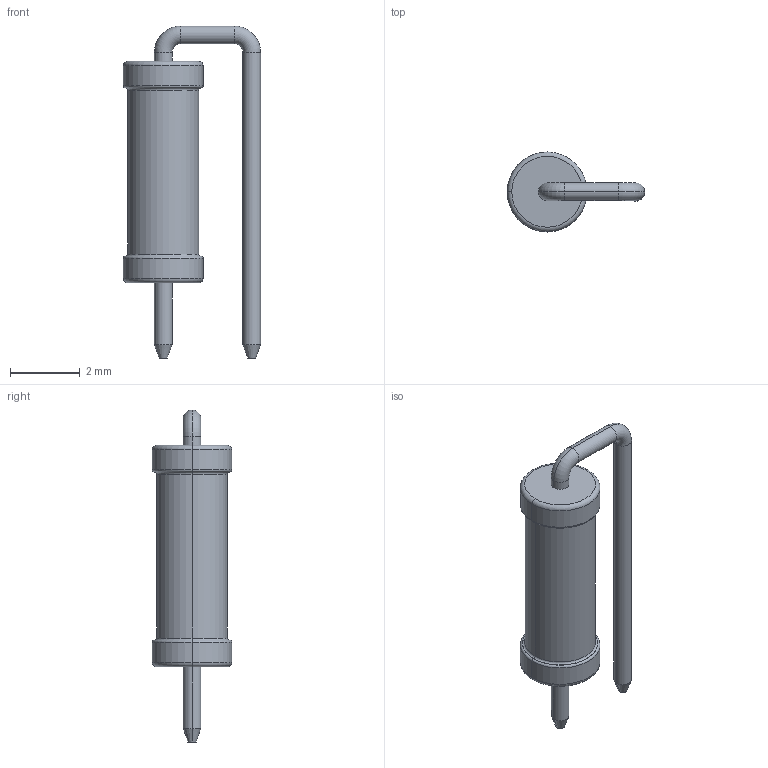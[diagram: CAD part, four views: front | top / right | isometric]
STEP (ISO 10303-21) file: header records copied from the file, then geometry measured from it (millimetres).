
FILE_DESCRIPTION (( 'STEP AP214' ), '1' );
FILE_NAME ('User Library-Axial Resistor-Vertical.STEP', '2013-05-02T11:13:44', ( 'Windows User' ), ( '' ), 'SwSTEP 2.0', 'SolidWorks 2013', '' );
FILE_SCHEMA (( 'AUTOMOTIVE_DESIGN' ));
Length unit declared in the file: mil
Products named in the file (1): User Library-Axial Resistor-Vertical
Bounding box: 3.94 x 2.29 x 9.53 mm (x, y, z)
Volume: 24.7 mm3; surface area: 72.4 mm2
Topology: 1 solids, 1 shells, 40 faces, 78 edges, 44 vertices
Faces by surface type: torus 16, cylinder 14, plane 6, cone 4
Entity records: 1590 total; most frequent: DIRECTION 220, CARTESIAN_POINT 163, ORIENTED_EDGE 156, AXIS2_PLACEMENT_3D 101, EDGE_CURVE 78, CIRCLE 60, EDGE_LOOP 44, VERTEX_POINT 44
